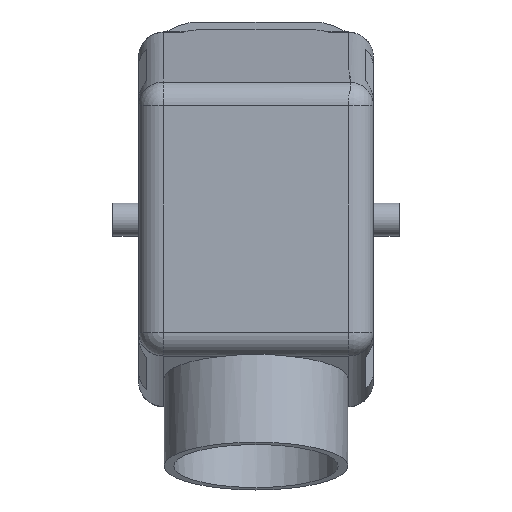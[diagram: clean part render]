
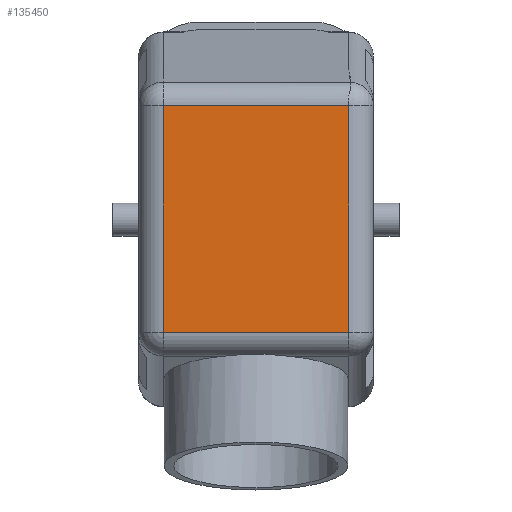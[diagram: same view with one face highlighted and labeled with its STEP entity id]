
A CAD part, top view. The second image highlights one B-rep face of the part: STEP entity #135450.
In plain terms, the highlighted planar face has unit normal (0, 0, 1).
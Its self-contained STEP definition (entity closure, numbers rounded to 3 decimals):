
#134550=CARTESIAN_POINT('',(28.514,79.806,60.9));
#134560=VERTEX_POINT('',#134550);
#134820=CARTESIAN_POINT('',(51.014,44.427,60.9));
#134830=DIRECTION('',(0.,-1.,0.));
#134840=VECTOR('',#134830,1.);
#134850=LINE('',#134820,#134840);
#134860=CARTESIAN_POINT('',(51.014,79.806,60.9));
#134870=VERTEX_POINT('',#134860);
#134880=CARTESIAN_POINT('',(51.014,52.344,60.9));
#134890=VERTEX_POINT('',#134880);
#134900=EDGE_CURVE('',#134870,#134890,#134850,.T.);
#135170=CARTESIAN_POINT('',(53.139,50.042,60.9));
#135180=DIRECTION('',(0.,-0.,1.));
#135190=DIRECTION('',(0.,1.,0.));
#135200=AXIS2_PLACEMENT_3D('',#135170,#135180,#135190);
#135210=PLANE('',#135200);
#135220=CARTESIAN_POINT('',(40.022,79.806,60.9));
#135230=DIRECTION('',(-1.,0.,0.));
#135240=VECTOR('',#135230,1.);
#135250=LINE('',#135220,#135240);
#135260=EDGE_CURVE('',#134870,#134560,#135250,.T.);
#135270=ORIENTED_EDGE('',*,*,#135260,.T.);
#135280=ORIENTED_EDGE('',*,*,#134900,.F.);
#135290=CARTESIAN_POINT('',(40.022,52.344,60.9));
#135300=DIRECTION('',(-1.,0.,0.));
#135310=VECTOR('',#135300,1.);
#135320=LINE('',#135290,#135310);
#135330=CARTESIAN_POINT('',(28.514,52.344,60.9));
#135340=VERTEX_POINT('',#135330);
#135350=EDGE_CURVE('',#134890,#135340,#135320,.T.);
#135360=ORIENTED_EDGE('',*,*,#135350,.F.);
#135370=CARTESIAN_POINT('',(28.514,44.427,60.9));
#135380=DIRECTION('',(0.,1.,0.));
#135390=VECTOR('',#135380,1.);
#135400=LINE('',#135370,#135390);
#135410=EDGE_CURVE('',#135340,#134560,#135400,.T.);
#135420=ORIENTED_EDGE('',*,*,#135410,.F.);
#135430=EDGE_LOOP('',(#135420,#135360,#135280,#135270));
#135440=FACE_OUTER_BOUND('',#135430,.T.);
#135450=ADVANCED_FACE('',(#135440),#135210,.T.);
